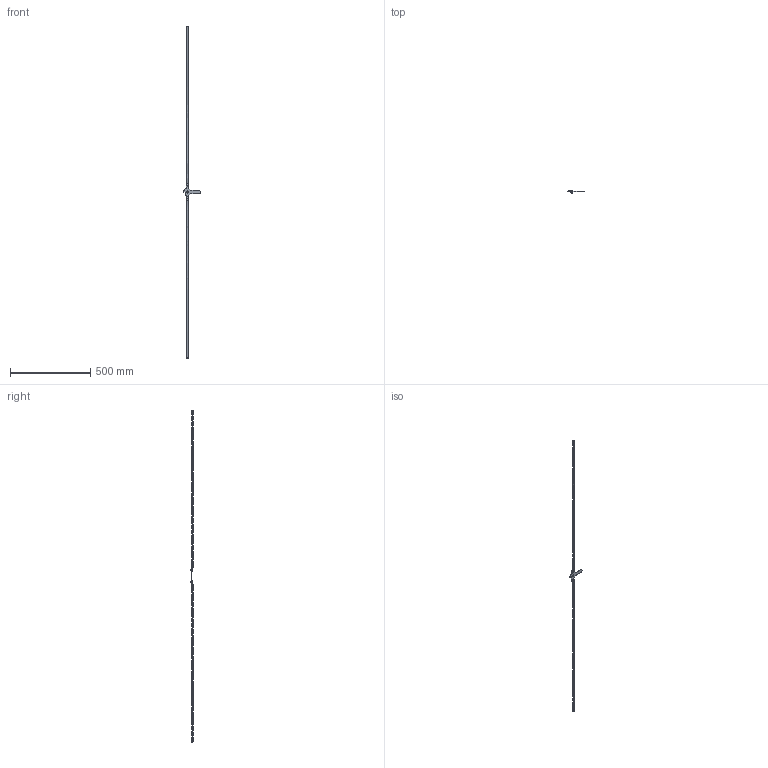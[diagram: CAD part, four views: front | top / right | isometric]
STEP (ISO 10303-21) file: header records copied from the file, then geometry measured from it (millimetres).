
FILE_DESCRIPTION((''),'2;1');
FILE_NAME('','2008-05-01T20:34:15',(''),(''),'','CADfix','');
FILE_SCHEMA(('AUTOMOTIVE_DESIGN { 1 0 10303 214 1 1 1 1 }'));
Length unit declared in the file: millimetre
Bounding box: 105 x 13.7 x 2074.01 mm (x, y, z)
Volume: 138792.5 mm3; surface area: 66092.4 mm2
Topology: 5 solids, 5 shells, 91 faces, 269 edges, 188 vertices
Faces by surface type: bspline 91
Entity records: 4639 total; most frequent: CARTESIAN_POINT 3048, ORIENTED_EDGE 530, EDGE_CURVE 265, VERTEX_POINT 188, QUASI_UNIFORM_CURVE 137, EDGE_LOOP 105, FACE_OUTER_BOUND 91, ADVANCED_FACE 91
